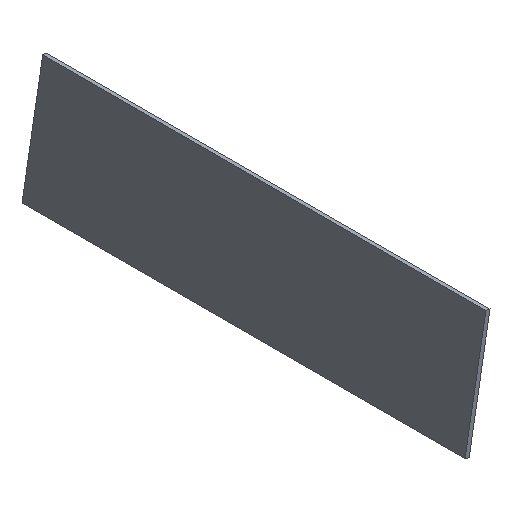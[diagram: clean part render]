
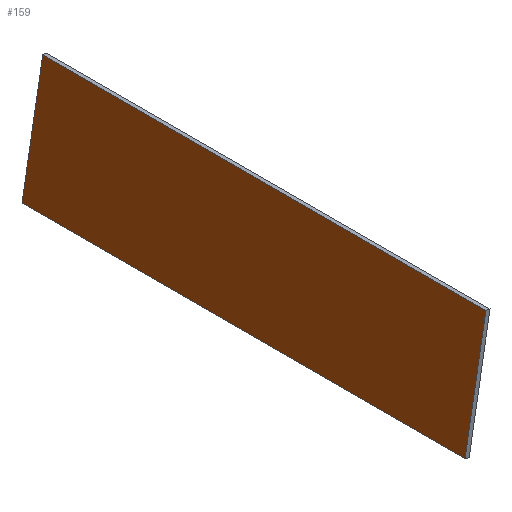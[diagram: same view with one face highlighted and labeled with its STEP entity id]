
A CAD part, isometric view. The second image highlights one B-rep face of the part: STEP entity #159.
In plain terms, the highlighted planar face has unit normal (-0.985, 0, 0.174).
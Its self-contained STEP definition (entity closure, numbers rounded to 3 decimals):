
#1 = VECTOR ( 'NONE', #26, 1000. ) ;
#11 = EDGE_CURVE ( 'NONE', #57, #89, #136, .T. ) ;
#15 = EDGE_CURVE ( 'NONE', #89, #153, #41, .T. ) ;
#26 = DIRECTION ( 'NONE',  ( 0., -1., 0. ) ) ;
#32 = EDGE_CURVE ( 'NONE', #118, #57, #50, .T. ) ;
#36 = VECTOR ( 'NONE', #200, 1000. ) ;
#40 = CARTESIAN_POINT ( 'NONE',  ( -152., 183.5, 0. ) ) ;
#41 = LINE ( 'NONE', #101, #1 ) ;
#46 = CARTESIAN_POINT ( 'NONE',  ( -137.099, -133.5, 84.508 ) ) ;
#50 = LINE ( 'NONE', #125, #67 ) ;
#56 = EDGE_LOOP ( 'NONE', ( #155, #92, #180, #77 ) ) ;
#57 = VERTEX_POINT ( 'NONE', #83 ) ;
#60 = DIRECTION ( 'NONE',  ( 0., -1., 0. ) ) ;
#67 = VECTOR ( 'NONE', #108, 1000. ) ;
#72 = AXIS2_PLACEMENT_3D ( 'NONE', #94, #110, #60 ) ;
#77 = ORIENTED_EDGE ( 'NONE', *, *, #119, .T. ) ;
#81 = FACE_OUTER_BOUND ( 'NONE', #56, .T. ) ;
#83 = CARTESIAN_POINT ( 'NONE',  ( -152., 183.5, 0. ) ) ;
#89 = VERTEX_POINT ( 'NONE', #175 ) ;
#92 = ORIENTED_EDGE ( 'NONE', *, *, #11, .F. ) ;
#94 = CARTESIAN_POINT ( 'NONE',  ( -144.506, 0., 42.5 ) ) ;
#101 = CARTESIAN_POINT ( 'NONE',  ( -137.099, 183.5, 84.508 ) ) ;
#107 = DIRECTION ( 'NONE',  ( 0.174, 0., 0.985 ) ) ;
#108 = DIRECTION ( 'NONE',  ( 0., 1., 0. ) ) ;
#109 = CARTESIAN_POINT ( 'NONE',  ( -152., -133.5, 0. ) ) ;
#110 = DIRECTION ( 'NONE',  ( 0.985, 0., -0.174 ) ) ;
#118 = VERTEX_POINT ( 'NONE', #109 ) ;
#119 = EDGE_CURVE ( 'NONE', #118, #153, #157, .T. ) ;
#125 = CARTESIAN_POINT ( 'NONE',  ( -152., 0., 0. ) ) ;
#136 = LINE ( 'NONE', #40, #36 ) ;
#144 = PLANE ( 'NONE',  #72 ) ;
#153 = VERTEX_POINT ( 'NONE', #46 ) ;
#155 = ORIENTED_EDGE ( 'NONE', *, *, #15, .F. ) ;
#157 = LINE ( 'NONE', #190, #173 ) ;
#159 = ADVANCED_FACE ( 'NONE', ( #81 ), #144, .F. ) ;
#173 = VECTOR ( 'NONE', #107, 1000. ) ;
#175 = CARTESIAN_POINT ( 'NONE',  ( -137.099, 183.5, 84.508 ) ) ;
#180 = ORIENTED_EDGE ( 'NONE', *, *, #32, .F. ) ;
#190 = CARTESIAN_POINT ( 'NONE',  ( -144.55, -133.5, 42.254 ) ) ;
#200 = DIRECTION ( 'NONE',  ( 0.174, 0., 0.985 ) ) ;
